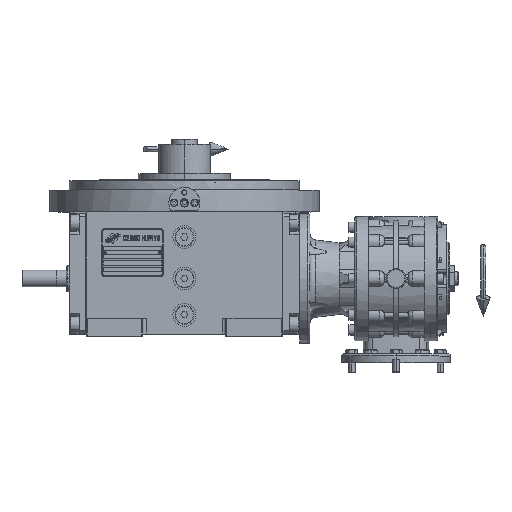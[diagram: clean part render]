
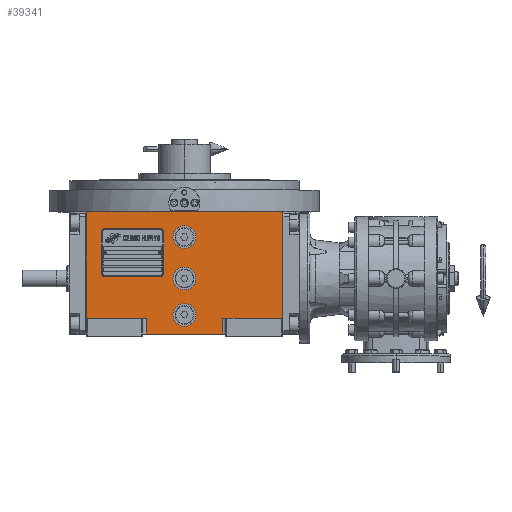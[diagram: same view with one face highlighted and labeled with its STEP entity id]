
A CAD part, top view. The second image highlights one B-rep face of the part: STEP entity #39341.
In plain terms, the highlighted planar face has unit normal (0, 0, 1).
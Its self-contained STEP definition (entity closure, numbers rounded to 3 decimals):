
#512 = DIRECTION ( 'NONE',  ( 1., 0., 0. ) ) ;
#572 = CARTESIAN_POINT ( 'NONE',  ( -94.5, -38.5, 163.5 ) ) ;
#674 = VERTEX_POINT ( 'NONE', #41919 ) ;
#979 = EDGE_CURVE ( 'NONE', #674, #17685, #14443, .T. ) ;
#1110 = VECTOR ( 'NONE', #512, 1000. ) ;
#1160 = CARTESIAN_POINT ( 'NONE',  ( 0., 40., 163.5 ) ) ;
#1808 = ORIENTED_EDGE ( 'NONE', *, *, #49061, .F. ) ;
#2263 = EDGE_LOOP ( 'NONE', ( #87456, #96205 ) ) ;
#2324 = CARTESIAN_POINT ( 'NONE',  ( 0., 40., 163.5 ) ) ;
#6222 = CARTESIAN_POINT ( 'NONE',  ( -94.5, -38.5, 163.5 ) ) ;
#6433 = CARTESIAN_POINT ( 'NONE',  ( 37., -53.5, 163.5 ) ) ;
#6808 = EDGE_LOOP ( 'NONE', ( #15195, #1808, #106992, #47462, #124831, #69179, #23936, #17483 ) ) ;
#8804 = CARTESIAN_POINT ( 'NONE',  ( -94.5, 64.5, 163.5 ) ) ;
#9182 = CARTESIAN_POINT ( 'NONE',  ( -94.5, 64.5, 163.5 ) ) ;
#11125 = AXIS2_PLACEMENT_3D ( 'NONE', #20379, #76272, #59131 ) ;
#14443 = LINE ( 'NONE', #81144, #31145 ) ;
#14472 = LINE ( 'NONE', #93230, #112756 ) ;
#15195 = ORIENTED_EDGE ( 'NONE', *, *, #101592, .T. ) ;
#16613 = AXIS2_PLACEMENT_3D ( 'NONE', #111496, #23157, #110242 ) ;
#17483 = ORIENTED_EDGE ( 'NONE', *, *, #979, .F. ) ;
#17685 = VERTEX_POINT ( 'NONE', #48527 ) ;
#17851 = FACE_BOUND ( 'NONE', #2263, .T. ) ;
#19435 = CARTESIAN_POINT ( 'NONE',  ( -11., 0., 163.5 ) ) ;
#20379 = CARTESIAN_POINT ( 'NONE',  ( -94.5, -53.5, 163.5 ) ) ;
#20621 = ORIENTED_EDGE ( 'NONE', *, *, #58165, .F. ) ;
#20851 = DIRECTION ( 'NONE',  ( 0., 0., 1. ) ) ;
#22167 = CARTESIAN_POINT ( 'NONE',  ( 11., 0., 163.5 ) ) ;
#23157 = DIRECTION ( 'NONE',  ( 0., 0., 1. ) ) ;
#23509 = EDGE_CURVE ( 'NONE', #102540, #93233, #26331, .T. ) ;
#23936 = ORIENTED_EDGE ( 'NONE', *, *, #47706, .T. ) ;
#24892 = AXIS2_PLACEMENT_3D ( 'NONE', #1160, #20851, #98332 ) ;
#25871 = LINE ( 'NONE', #6222, #29573 ) ;
#26167 = CARTESIAN_POINT ( 'NONE',  ( 11., -35., 163.5 ) ) ;
#26277 = EDGE_CURVE ( 'NONE', #115227, #77106, #35722, .T. ) ;
#26282 = ORIENTED_EDGE ( 'NONE', *, *, #40134, .F. ) ;
#26331 = CIRCLE ( 'NONE', #97361, 11. ) ;
#29078 = CARTESIAN_POINT ( 'NONE',  ( 37., -38.5, 163.5 ) ) ;
#29261 = FACE_OUTER_BOUND ( 'NONE', #6808, .T. ) ;
#29573 = VECTOR ( 'NONE', #73515, 1000. ) ;
#30645 = AXIS2_PLACEMENT_3D ( 'NONE', #2324, #109067, #32116 ) ;
#30826 = DIRECTION ( 'NONE',  ( 0., 0., 1. ) ) ;
#31145 = VECTOR ( 'NONE', #60856, 1000. ) ;
#32116 = DIRECTION ( 'NONE',  ( -1., 0., 0. ) ) ;
#32333 = VERTEX_POINT ( 'NONE', #19435 ) ;
#35722 = LINE ( 'NONE', #86531, #61322 ) ;
#36306 = VERTEX_POINT ( 'NONE', #6433 ) ;
#36728 = LINE ( 'NONE', #8804, #115493 ) ;
#37010 = DIRECTION ( 'NONE',  ( 0., 1., 0. ) ) ;
#37062 = DIRECTION ( 'NONE',  ( -1., 0., 0. ) ) ;
#37239 = CARTESIAN_POINT ( 'NONE',  ( -11., 40., 163.5 ) ) ;
#37540 = FACE_BOUND ( 'NONE', #42211, .T. ) ;
#37700 = CARTESIAN_POINT ( 'NONE',  ( -11., -35., 163.5 ) ) ;
#39341 = ADVANCED_FACE ( 'NONE', ( #37540, #17851, #78162, #29261 ), #57869, .T. ) ;
#40134 = EDGE_CURVE ( 'NONE', #32333, #45411, #58814, .T. ) ;
#41919 = CARTESIAN_POINT ( 'NONE',  ( -37., -53.5, 163.5 ) ) ;
#42211 = EDGE_LOOP ( 'NONE', ( #63852, #26282 ) ) ;
#43671 = DIRECTION ( 'NONE',  ( 0., -1., 0. ) ) ;
#45411 = VERTEX_POINT ( 'NONE', #22167 ) ;
#47462 = ORIENTED_EDGE ( 'NONE', *, *, #26277, .T. ) ;
#47706 = EDGE_CURVE ( 'NONE', #125337, #17685, #48200, .T. ) ;
#48007 = VERTEX_POINT ( 'NONE', #9182 ) ;
#48200 = LINE ( 'NONE', #572, #106706 ) ;
#48527 = CARTESIAN_POINT ( 'NONE',  ( -37., -38.5, 163.5 ) ) ;
#49061 = EDGE_CURVE ( 'NONE', #55492, #36306, #14472, .T. ) ;
#49260 = CIRCLE ( 'NONE', #110120, 11. ) ;
#50731 = CARTESIAN_POINT ( 'NONE',  ( 11., 40., 163.5 ) ) ;
#53609 = VECTOR ( 'NONE', #110493, 1000. ) ;
#55162 = CIRCLE ( 'NONE', #16613, 11. ) ;
#55492 = VERTEX_POINT ( 'NONE', #63334 ) ;
#55850 = CARTESIAN_POINT ( 'NONE',  ( -94.5, -38.5, 163.5 ) ) ;
#56739 = DIRECTION ( 'NONE',  ( 0., 0., 1. ) ) ;
#57869 = PLANE ( 'NONE',  #11125 ) ;
#58165 = EDGE_CURVE ( 'NONE', #77962, #66794, #124336, .T. ) ;
#58814 = CIRCLE ( 'NONE', #119635, 11. ) ;
#59087 = DIRECTION ( 'NONE',  ( 0., 0., 1. ) ) ;
#59131 = DIRECTION ( 'NONE',  ( 1., 0., 0. ) ) ;
#60856 = DIRECTION ( 'NONE',  ( 0., 1., 0. ) ) ;
#61322 = VECTOR ( 'NONE', #37010, 1000. ) ;
#63334 = CARTESIAN_POINT ( 'NONE',  ( 37., -38.5, 163.5 ) ) ;
#63852 = ORIENTED_EDGE ( 'NONE', *, *, #66979, .F. ) ;
#66794 = VERTEX_POINT ( 'NONE', #37239 ) ;
#66979 = EDGE_CURVE ( 'NONE', #45411, #32333, #49260, .T. ) ;
#68616 = CARTESIAN_POINT ( 'NONE',  ( 0., -35., 163.5 ) ) ;
#69179 = ORIENTED_EDGE ( 'NONE', *, *, #103336, .F. ) ;
#69592 = DIRECTION ( 'NONE',  ( 1., 0., 0. ) ) ;
#72943 = DIRECTION ( 'NONE',  ( 1., 0., 0. ) ) ;
#73498 = CARTESIAN_POINT ( 'NONE',  ( 94.5, 64.5, 163.5 ) ) ;
#73515 = DIRECTION ( 'NONE',  ( 0., 1., 0. ) ) ;
#76272 = DIRECTION ( 'NONE',  ( 0., 0., 1. ) ) ;
#77106 = VERTEX_POINT ( 'NONE', #73498 ) ;
#77962 = VERTEX_POINT ( 'NONE', #50731 ) ;
#78162 = FACE_BOUND ( 'NONE', #91546, .T. ) ;
#78476 = EDGE_CURVE ( 'NONE', #66794, #77962, #85409, .T. ) ;
#81144 = CARTESIAN_POINT ( 'NONE',  ( -37., -53.5, 163.5 ) ) ;
#85409 = CIRCLE ( 'NONE', #30645, 11. ) ;
#85793 = EDGE_CURVE ( 'NONE', #93233, #102540, #55162, .T. ) ;
#86531 = CARTESIAN_POINT ( 'NONE',  ( 94.5, -38.5, 163.5 ) ) ;
#87456 = ORIENTED_EDGE ( 'NONE', *, *, #23509, .F. ) ;
#88153 = LINE ( 'NONE', #29078, #1110 ) ;
#91123 = EDGE_CURVE ( 'NONE', #55492, #115227, #88153, .T. ) ;
#91546 = EDGE_LOOP ( 'NONE', ( #20621, #109621 ) ) ;
#93230 = CARTESIAN_POINT ( 'NONE',  ( 37., -38.5, 163.5 ) ) ;
#93233 = VERTEX_POINT ( 'NONE', #37700 ) ;
#94252 = CARTESIAN_POINT ( 'NONE',  ( 0., 0., 163.5 ) ) ;
#95214 = DIRECTION ( 'NONE',  ( 1., 0., 0. ) ) ;
#96205 = ORIENTED_EDGE ( 'NONE', *, *, #85793, .F. ) ;
#97361 = AXIS2_PLACEMENT_3D ( 'NONE', #68616, #59087, #72943 ) ;
#98332 = DIRECTION ( 'NONE',  ( 1., 0., 0. ) ) ;
#100305 = LINE ( 'NONE', #120004, #53609 ) ;
#100686 = CARTESIAN_POINT ( 'NONE',  ( 94.5, -38.5, 163.5 ) ) ;
#101592 = EDGE_CURVE ( 'NONE', #674, #36306, #100305, .T. ) ;
#102540 = VERTEX_POINT ( 'NONE', #26167 ) ;
#103336 = EDGE_CURVE ( 'NONE', #125337, #48007, #25871, .T. ) ;
#106621 = DIRECTION ( 'NONE',  ( 1., 0., 0. ) ) ;
#106706 = VECTOR ( 'NONE', #95214, 1000. ) ;
#106992 = ORIENTED_EDGE ( 'NONE', *, *, #91123, .T. ) ;
#108769 = EDGE_CURVE ( 'NONE', #48007, #77106, #36728, .T. ) ;
#109067 = DIRECTION ( 'NONE',  ( 0., 0., 1. ) ) ;
#109621 = ORIENTED_EDGE ( 'NONE', *, *, #78476, .F. ) ;
#110120 = AXIS2_PLACEMENT_3D ( 'NONE', #117905, #30826, #69592 ) ;
#110242 = DIRECTION ( 'NONE',  ( -1., 0., 0. ) ) ;
#110493 = DIRECTION ( 'NONE',  ( 1., 0., 0. ) ) ;
#111496 = CARTESIAN_POINT ( 'NONE',  ( 0., -35., 163.5 ) ) ;
#112756 = VECTOR ( 'NONE', #43671, 1000. ) ;
#115227 = VERTEX_POINT ( 'NONE', #100686 ) ;
#115493 = VECTOR ( 'NONE', #106621, 1000. ) ;
#117905 = CARTESIAN_POINT ( 'NONE',  ( 0., 0., 163.5 ) ) ;
#119635 = AXIS2_PLACEMENT_3D ( 'NONE', #94252, #56739, #37062 ) ;
#120004 = CARTESIAN_POINT ( 'NONE',  ( -37., -53.5, 163.5 ) ) ;
#124336 = CIRCLE ( 'NONE', #24892, 11. ) ;
#124831 = ORIENTED_EDGE ( 'NONE', *, *, #108769, .F. ) ;
#125337 = VERTEX_POINT ( 'NONE', #55850 ) ;
